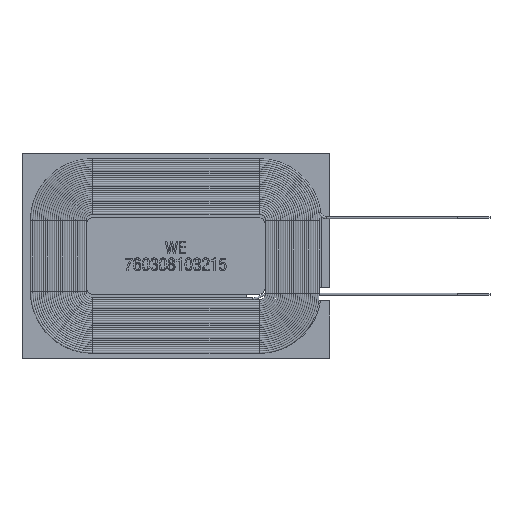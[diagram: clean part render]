
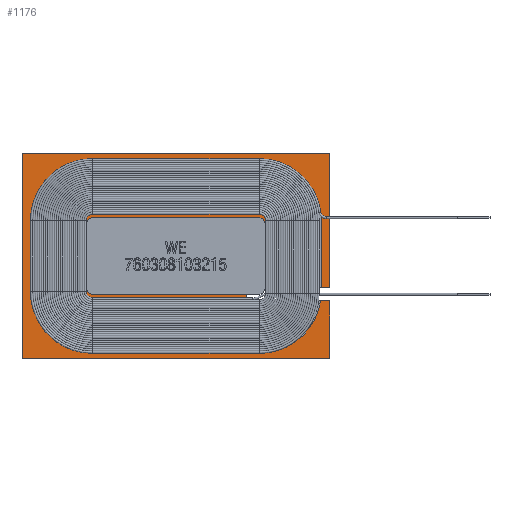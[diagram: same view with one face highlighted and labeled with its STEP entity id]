
A CAD part, top view. The second image highlights one B-rep face of the part: STEP entity #1176.
In plain terms, the highlighted planar face has unit normal (0, 0, 1).
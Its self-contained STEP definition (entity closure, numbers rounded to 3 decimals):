
#1176 = ADVANCED_FACE( '', ( #2465 ), #2466, .F. );
#2465 = FACE_OUTER_BOUND( '', #3987, .T. );
#2466 = PLANE( '', #3988 );
#3987 = EDGE_LOOP( '', ( #6817, #6818, #6819, #6820, #6821, #6822, #6823, #6824 ) );
#3988 = AXIS2_PLACEMENT_3D( '', #6825, #6826, #6827 );
#6817 = ORIENTED_EDGE( '', *, *, #9521, .F. );
#6818 = ORIENTED_EDGE( '', *, *, #8768, .F. );
#6819 = ORIENTED_EDGE( '', *, *, #9373, .F. );
#6820 = ORIENTED_EDGE( '', *, *, #9522, .F. );
#6821 = ORIENTED_EDGE( '', *, *, #9408, .F. );
#6822 = ORIENTED_EDGE( '', *, *, #9523, .F. );
#6823 = ORIENTED_EDGE( '', *, *, #9272, .F. );
#6824 = ORIENTED_EDGE( '', *, *, #9223, .F. );
#6825 = CARTESIAN_POINT( '', ( 0., 0., 0. ) );
#6826 = DIRECTION( '', ( 0., 0., -1. ) );
#6827 = DIRECTION( '', ( -1., 0., 0. ) );
#8768 = EDGE_CURVE( '', #9928, #9930, #9931, .T. );
#9223 = EDGE_CURVE( '', #10695, #10697, #10698, .T. );
#9272 = EDGE_CURVE( '', #10697, #10770, #10771, .T. );
#9373 = EDGE_CURVE( '', #10922, #9928, #10923, .T. );
#9408 = EDGE_CURVE( '', #10973, #10974, #10975, .T. );
#9521 = EDGE_CURVE( '', #9930, #10695, #11135, .T. );
#9522 = EDGE_CURVE( '', #10974, #10922, #11136, .T. );
#9523 = EDGE_CURVE( '', #10770, #10973, #11137, .T. );
#9928 = VERTEX_POINT( '', #11843 );
#9930 = VERTEX_POINT( '', #11846 );
#9931 = LINE( '', #11847, #11848 );
#10695 = VERTEX_POINT( '', #13851 );
#10697 = VERTEX_POINT( '', #13854 );
#10698 = LINE( '', #13855, #13856 );
#10770 = VERTEX_POINT( '', #14028 );
#10771 = LINE( '', #14029, #14030 );
#10922 = VERTEX_POINT( '', #14303 );
#10923 = LINE( '', #14304, #14305 );
#10973 = VERTEX_POINT( '', #14380 );
#10974 = VERTEX_POINT( '', #14381 );
#10975 = LINE( '', #14382, #14383 );
#11135 = CIRCLE( '', #14644, 1. );
#11136 = LINE( '', #14645, #14646 );
#11137 = LINE( '', #14647, #14648 );
#11843 = CARTESIAN_POINT( '', ( 24., -4.99, 0. ) );
#11846 = CARTESIAN_POINT( '', ( 12., -4.99, 0. ) );
#11847 = CARTESIAN_POINT( '', ( 24., -4.99, 0. ) );
#11848 = VECTOR( '', #15551, 1000. );
#13851 = CARTESIAN_POINT( '', ( 12., -6.99, 0. ) );
#13854 = CARTESIAN_POINT( '', ( 24., -6.99, 0. ) );
#13855 = CARTESIAN_POINT( '', ( 12., -6.99, 0. ) );
#13856 = VECTOR( '', #15997, 1000. );
#14028 = CARTESIAN_POINT( '', ( 24., -16., 0. ) );
#14029 = CARTESIAN_POINT( '', ( 24., 16., 0. ) );
#14030 = VECTOR( '', #16056, 1000. );
#14303 = CARTESIAN_POINT( '', ( 24., 16., 0. ) );
#14304 = CARTESIAN_POINT( '', ( 24., 16., 0. ) );
#14305 = VECTOR( '', #16196, 1000. );
#14380 = CARTESIAN_POINT( '', ( -24., -16., 0. ) );
#14381 = CARTESIAN_POINT( '', ( -24., 16., 0. ) );
#14382 = CARTESIAN_POINT( '', ( -24., -16., 0. ) );
#14383 = VECTOR( '', #16235, 1000. );
#14644 = AXIS2_PLACEMENT_3D( '', #16377, #16378, #16379 );
#14645 = CARTESIAN_POINT( '', ( -24., 16., 0. ) );
#14646 = VECTOR( '', #16380, 1000. );
#14647 = CARTESIAN_POINT( '', ( 24., -16., 0. ) );
#14648 = VECTOR( '', #16381, 1000. );
#15551 = DIRECTION( '', ( -1., 0., 0. ) );
#15997 = DIRECTION( '', ( 1., 0., 0. ) );
#16056 = DIRECTION( '', ( 0., -1., 0. ) );
#16196 = DIRECTION( '', ( 0., -1., 0. ) );
#16235 = DIRECTION( '', ( 0., 1., 0. ) );
#16377 = CARTESIAN_POINT( '', ( 12., -5.99, 0. ) );
#16378 = DIRECTION( '', ( 0., 0., 1. ) );
#16379 = DIRECTION( '', ( 1., 0., 0. ) );
#16380 = DIRECTION( '', ( 1., 0., 0. ) );
#16381 = DIRECTION( '', ( -1., 0., 0. ) );
